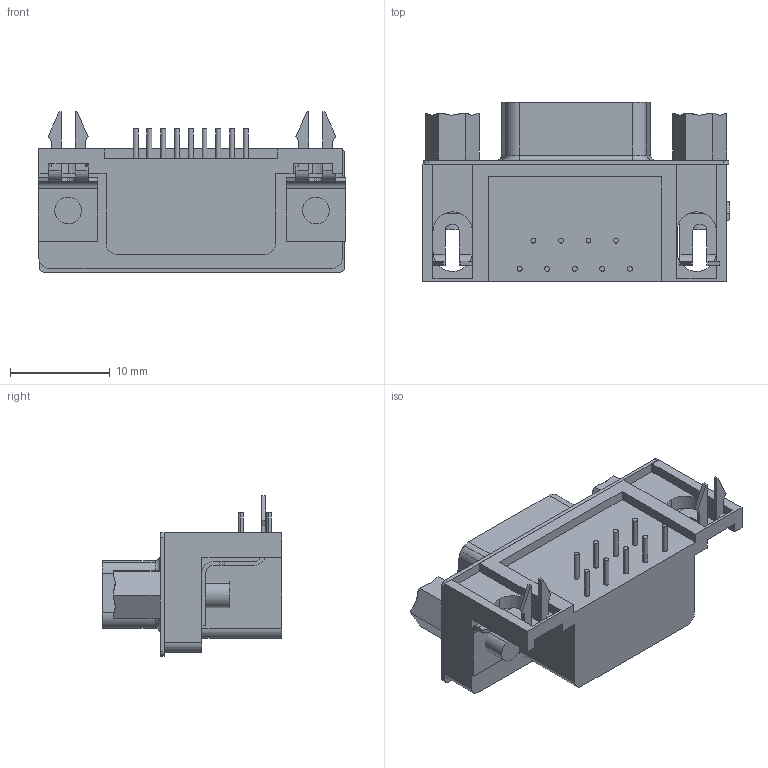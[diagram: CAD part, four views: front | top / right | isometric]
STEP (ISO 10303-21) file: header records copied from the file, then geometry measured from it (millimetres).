
FILE_DESCRIPTION(/* description */ (''),/* implementation_level */ '2;1');
FILE_NAME(/* name */ 'User Library-DB9-AM.step',/* time_stamp */ '2020-12-19T02:28:07+03:00',/* author */ (''),/* organization */ (''),/* preprocessor_version */ 'ST-DEVELOPER v18.1',/* originating_system */ 'Autodesk Translation Framework v9.3.0.1241',/* authorisation */ '');
FILE_SCHEMA (('AUTOMOTIVE_DESIGN { 1 0 10303 214 3 1 1 }'));
Length unit declared in the file: millimetre
Products named in the file (6): (Unsaved); User Library-DB9-AM; ׷ͥع; ǰힿ�ힿ�; 𐞋ힿ�; ힿ�ힿ�
Assembly tree (7 placements, depth 3):
  (Unsaved)
    User Library-DB9-AM
      ׷ͥع
      ǰힿ�ힿ�
      𐞋ힿ�  x2
      ힿ�ힿ�  x2
Bounding box: 30.9 x 18 x 16.11 mm (x, y, z)
Surface area: 4134.9 mm2 (no closed solid volume)
Topology: 0 solids, 290 shells, 290 faces, 1428 edges, 1428 vertices
Faces by surface type: plane 154, cylinder 114, torus 18, cone 4
Entity records: 12689 total; most frequent: CARTESIAN_POINT 3086, DIRECTION 1978, VERTEX_POINT 1115, EDGE_CURVE 1115, ORIENTED_EDGE 1115, LINE 684, VECTOR 684, AXIS2_PLACEMENT_3D 647
